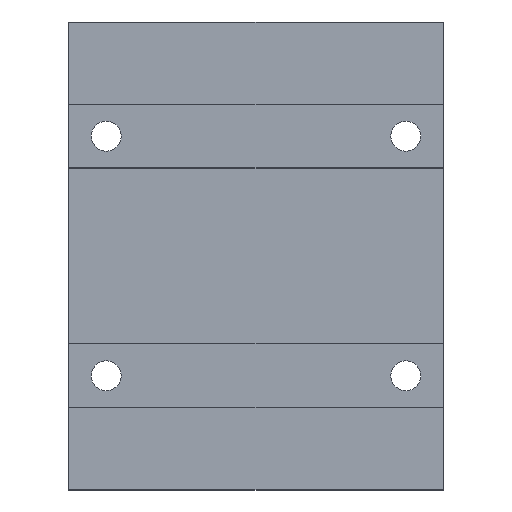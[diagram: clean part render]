
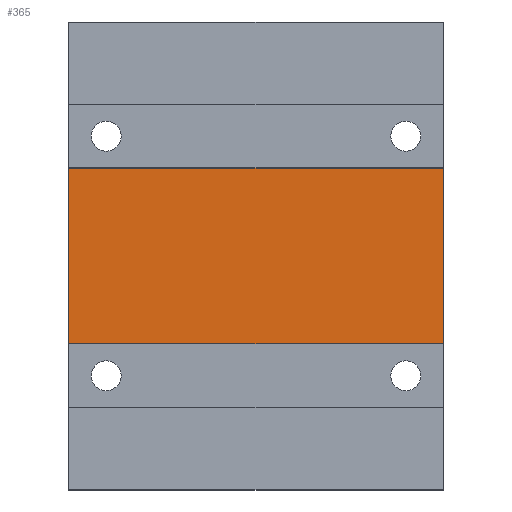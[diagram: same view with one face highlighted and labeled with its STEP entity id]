
A CAD part, top view. The second image highlights one B-rep face of the part: STEP entity #365.
In plain terms, the highlighted planar face has unit normal (0, 0, 1).
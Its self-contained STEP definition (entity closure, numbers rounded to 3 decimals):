
#35=PLANE('',#405);
#53=FACE_OUTER_BOUND('',#75,.T.);
#75=EDGE_LOOP('',(#333,#334,#335,#336));
#85=LINE('',#529,#125);
#105=LINE('',#571,#145);
#118=LINE('',#594,#158);
#120=LINE('',#597,#160);
#125=VECTOR('',#439,10.);
#145=VECTOR('',#471,10.);
#158=VECTOR('',#492,10.);
#160=VECTOR('',#496,10.);
#177=VERTEX_POINT('',#527);
#178=VERTEX_POINT('',#528);
#193=VERTEX_POINT('',#569);
#194=VERTEX_POINT('',#570);
#213=EDGE_CURVE('',#177,#178,#85,.T.);
#233=EDGE_CURVE('',#193,#194,#105,.T.);
#246=EDGE_CURVE('',#194,#177,#118,.T.);
#248=EDGE_CURVE('',#178,#193,#120,.T.);
#333=ORIENTED_EDGE('',*,*,#248,.T.);
#334=ORIENTED_EDGE('',*,*,#233,.T.);
#335=ORIENTED_EDGE('',*,*,#246,.T.);
#336=ORIENTED_EDGE('',*,*,#213,.T.);
#365=ADVANCED_FACE('',(#53),#35,.T.);
#405=AXIS2_PLACEMENT_3D('',#598,#497,#498);
#439=DIRECTION('',(-1.,0.,0.));
#471=DIRECTION('',(1.,0.,0.));
#492=DIRECTION('',(0.,1.,0.));
#496=DIRECTION('',(0.,-1.,0.));
#497=DIRECTION('center_axis',(0.,0.,1.));
#498=DIRECTION('ref_axis',(1.,0.,0.));
#527=CARTESIAN_POINT('',(50.,23.5,5.));
#528=CARTESIAN_POINT('',(-50.,23.5,5.));
#529=CARTESIAN_POINT('',(-50.,23.5,5.));
#569=CARTESIAN_POINT('',(-50.,-23.5,5.));
#570=CARTESIAN_POINT('',(50.,-23.5,5.));
#571=CARTESIAN_POINT('',(-50.,-23.5,5.));
#594=CARTESIAN_POINT('',(50.,-62.5,5.));
#597=CARTESIAN_POINT('',(-50.,62.5,5.));
#598=CARTESIAN_POINT('Origin',(0.,0.,5.));
